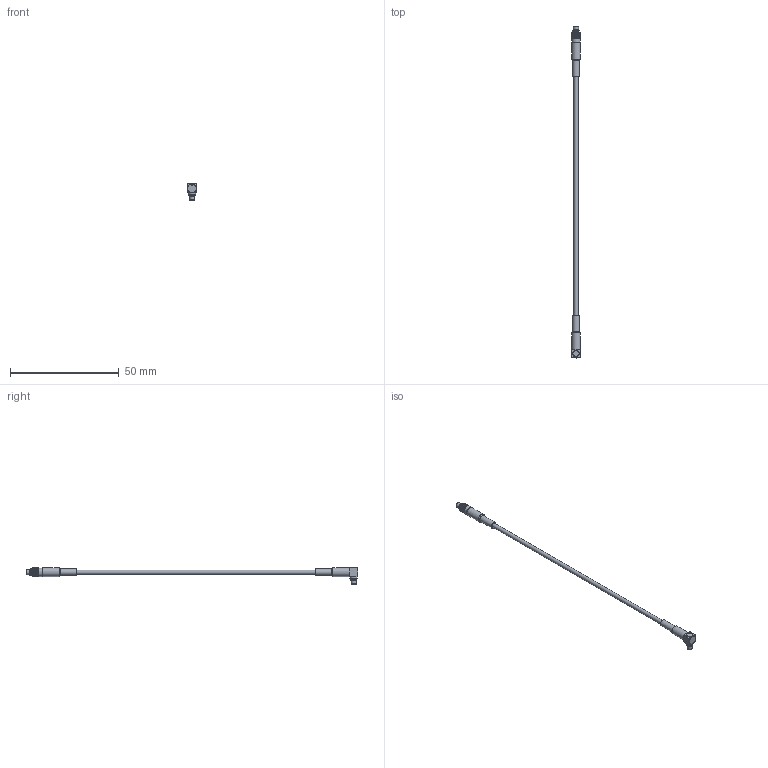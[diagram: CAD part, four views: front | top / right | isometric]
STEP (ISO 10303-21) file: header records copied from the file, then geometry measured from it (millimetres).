
FILE_DESCRIPTION(/* description */ ('Unknown'),/* implementation_level */ '2;1');
FILE_NAME(/* name */ '65560660515304',/* time_stamp */ '2019-05-07T10:16:55+02:00',/* author */ ('Unknown'),/* organization */ ('Unknown'),/* preprocessor_version */ 'ST-DEVELOPER v16.7',/* originating_system */ 'DEX',/* authorisation */ $);
FILE_SCHEMA (('AUTOMOTIVE_DESIGN {1 0 10303 214 3 1 1}'));
Products named in the file (1): 65560660515304
Bounding box: 4 x 152.4 x 7.5 mm (x, y, z)
Volume: 759.8 mm3; surface area: 1739.6 mm2
Topology: 1 solids, 1 shells, 3892 faces, 8071 edges, 4178 vertices
Faces by surface type: bspline 2880, cylinder 768, plane 189, cone 48, torus 7
Full cylindrical faces by diameter (mm): 0.4 x2, 1.28 x1, 1.36 x2, 1.55 x1, 1.6 x1, 1.9 x2, 1.96 x1, 2 x3, 2.3 x1, 2.38 x2, 2.4 x2, 2.7 x2, 2.75 x1, 3 x3, 3.4 x1, 4 x3
Entity records: 171509 total; most frequent: CARTESIAN_POINT 94546, ORIENTED_EDGE 16004, EDGE_CURVE 8002, VERTEX_POINT 4157, EDGE_LOOP 3969, FACE_BOUND 3969, STYLED_ITEM 3892, PRESENTATION_STYLE_ASSIGNMENT 3892
